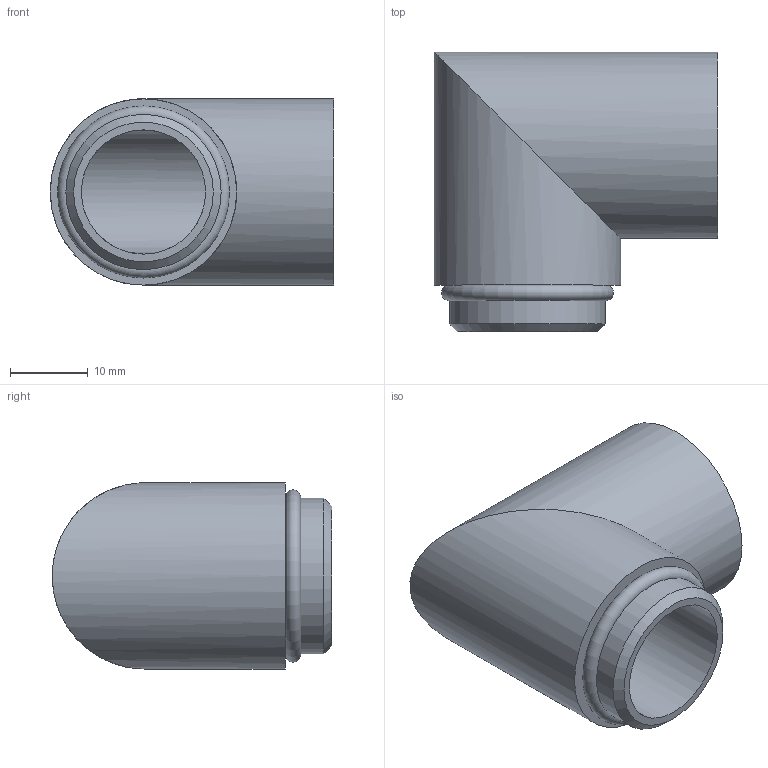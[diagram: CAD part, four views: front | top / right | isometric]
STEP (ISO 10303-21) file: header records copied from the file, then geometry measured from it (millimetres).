
FILE_DESCRIPTION( ( 'STEP AP203' ), '1' );
FILE_NAME( 'FLEXA WIC-M 0512.300.020.stp', '2020-03-10T14:35:41', ( '' ), ( '' ), ' ', 'PARTsolutions', ' ' );
FILE_SCHEMA( ( 'CONFIG_CONTROL_DESIGN' ) );
Length unit declared in the file: millimetre
Products named in the file (1): _FLEXA WIC-M 0512.300.020
Bounding box: 36.5 x 36 x 24 mm (x, y, z)
Volume: 10778.2 mm3; surface area: 6615.4 mm2
Topology: 1 solids, 1 shells, 13 faces, 25 edges, 16 vertices
Faces by surface type: cylinder 6, plane 4, cone 2, torus 1
Full cylindrical faces by diameter (mm): 16 x2, 18.376 x1, 20 x1, 24 x2
Entity records: 316 total; most frequent: DIRECTION 54, CARTESIAN_POINT 41, AXIS2_PLACEMENT_3D 27, EDGE_LOOP 26, ORIENTED_EDGE 26, FACE_OUTER_BOUND 20, VERTEX_POINT 14, ADVANCED_FACE 13
